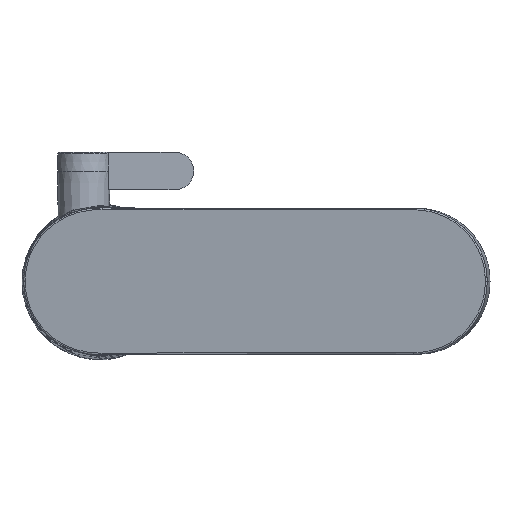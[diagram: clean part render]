
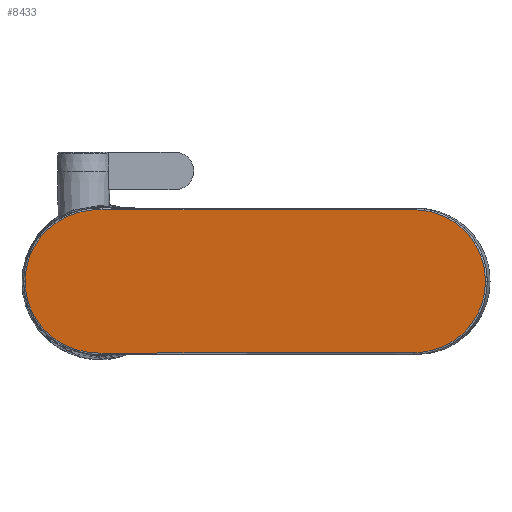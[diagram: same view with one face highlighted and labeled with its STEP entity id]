
A CAD part, top view. The second image highlights one B-rep face of the part: STEP entity #8433.
In plain terms, the highlighted planar face has unit normal (-0.122, 0, 0.993).
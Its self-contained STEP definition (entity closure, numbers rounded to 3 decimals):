
#151=(
BOUNDED_CURVE()
B_SPLINE_CURVE(3,(#17059,#17060,#17061,#17062,#17063,#17064,#17065,#17066,
#17067,#17068),.UNSPECIFIED.,.F.,.F.)
B_SPLINE_CURVE_WITH_KNOTS((4,2,2,2,4),(0.,0.25,0.5,0.75,1.),
 .UNSPECIFIED.)
CURVE()
GEOMETRIC_REPRESENTATION_ITEM()
RATIONAL_B_SPLINE_CURVE((1.,1.,1.,1.,1.,1.,1.,1.,1.,1.))
REPRESENTATION_ITEM('')
);
#152=(
BOUNDED_CURVE()
B_SPLINE_CURVE(3,(#17071,#17072,#17073,#17074,#17075,#17076,#17077,#17078,
#17079,#17080),.UNSPECIFIED.,.F.,.F.)
B_SPLINE_CURVE_WITH_KNOTS((4,2,2,2,4),(0.,0.25,0.5,0.75,1.),
 .UNSPECIFIED.)
CURVE()
GEOMETRIC_REPRESENTATION_ITEM()
RATIONAL_B_SPLINE_CURVE((1.,1.,1.,1.,1.,1.,1.,1.,1.,1.))
REPRESENTATION_ITEM('')
);
#153=(
BOUNDED_CURVE()
B_SPLINE_CURVE(3,(#17082,#17083,#17084,#17085,#17086,#17087,#17088,#17089,
#17090,#17091),.UNSPECIFIED.,.F.,.F.)
B_SPLINE_CURVE_WITH_KNOTS((4,3,3,4),(0.,0.401,0.803,
1.),.PIECEWISE_BEZIER_KNOTS.)
CURVE()
GEOMETRIC_REPRESENTATION_ITEM()
RATIONAL_B_SPLINE_CURVE((1.,1.,1.,1.,1.,1.,1.,1.,1.,1.))
REPRESENTATION_ITEM('')
);
#154=(
BOUNDED_CURVE()
B_SPLINE_CURVE(3,(#17095,#17096,#17097,#17098,#17099,#17100,#17101,#17102,
#17103,#17104),.UNSPECIFIED.,.F.,.F.)
B_SPLINE_CURVE_WITH_KNOTS((4,2,2,2,4),(0.,0.25,0.5,0.75,1.),
 .UNSPECIFIED.)
CURVE()
GEOMETRIC_REPRESENTATION_ITEM()
RATIONAL_B_SPLINE_CURVE((1.,1.,1.,1.,1.,1.,1.,1.,1.,1.))
REPRESENTATION_ITEM('')
);
#155=(
BOUNDED_CURVE()
B_SPLINE_CURVE(3,(#17110,#17111,#17112,#17113,#17114,#17115,#17116,#17117,
#17118,#17119),.UNSPECIFIED.,.F.,.F.)
B_SPLINE_CURVE_WITH_KNOTS((4,2,2,2,4),(0.,0.25,0.5,0.75,1.),
 .UNSPECIFIED.)
CURVE()
GEOMETRIC_REPRESENTATION_ITEM()
RATIONAL_B_SPLINE_CURVE((1.,1.,1.,1.,1.,1.,1.,1.,1.,1.))
REPRESENTATION_ITEM('')
);
#156=(
BOUNDED_CURVE()
B_SPLINE_CURVE(3,(#17123,#17124,#17125,#17126,#17127,#17128,#17129,#17130,
#17131,#17132),.UNSPECIFIED.,.F.,.F.)
B_SPLINE_CURVE_WITH_KNOTS((4,3,3,4),(0.,0.401,0.803,
1.),.PIECEWISE_BEZIER_KNOTS.)
CURVE()
GEOMETRIC_REPRESENTATION_ITEM()
RATIONAL_B_SPLINE_CURVE((1.,1.,1.,1.,1.,1.,1.,1.,1.,1.))
REPRESENTATION_ITEM('')
);
#450=PLANE('',#9542);
#1468=LINE('',#17106,#2169);
#1469=LINE('',#17108,#2170);
#2169=VECTOR('',#11389,1000.);
#2170=VECTOR('',#11390,1000.);
#4366=ORIENTED_EDGE('',*,*,#5738,.F.);
#4367=ORIENTED_EDGE('',*,*,#5739,.T.);
#4368=ORIENTED_EDGE('',*,*,#5740,.T.);
#4369=ORIENTED_EDGE('',*,*,#5741,.T.);
#4370=ORIENTED_EDGE('',*,*,#5742,.T.);
#4371=ORIENTED_EDGE('',*,*,#5743,.T.);
#4372=ORIENTED_EDGE('',*,*,#5744,.F.);
#4373=ORIENTED_EDGE('',*,*,#5745,.F.);
#4374=ORIENTED_EDGE('',*,*,#5746,.F.);
#4375=ORIENTED_EDGE('',*,*,#5747,.F.);
#5738=EDGE_CURVE('',#6589,#6590,#151,.T.);
#5739=EDGE_CURVE('',#6589,#6591,#152,.T.);
#5740=EDGE_CURVE('',#6591,#6592,#153,.T.);
#5741=EDGE_CURVE('',#6592,#6593,#6839,.T.);
#5742=EDGE_CURVE('',#6593,#6594,#154,.T.);
#5743=EDGE_CURVE('',#6594,#6595,#1468,.T.);
#5744=EDGE_CURVE('',#6596,#6595,#1469,.T.);
#5745=EDGE_CURVE('',#6597,#6596,#155,.T.);
#5746=EDGE_CURVE('',#6598,#6597,#6840,.T.);
#5747=EDGE_CURVE('',#6590,#6598,#156,.T.);
#6589=VERTEX_POINT('',#17069);
#6590=VERTEX_POINT('',#17070);
#6591=VERTEX_POINT('',#17081);
#6592=VERTEX_POINT('',#17092);
#6593=VERTEX_POINT('',#17094);
#6594=VERTEX_POINT('',#17105);
#6595=VERTEX_POINT('',#17107);
#6596=VERTEX_POINT('',#17109);
#6597=VERTEX_POINT('',#17120);
#6598=VERTEX_POINT('',#17122);
#6839=CIRCLE('',#9543,102.893);
#6840=CIRCLE('',#9544,102.893);
#7311=EDGE_LOOP('',(#4366,#4367,#4368,#4369,#4370,#4371,#4372,#4373,#4374,
#4375));
#7834=FACE_BOUND('',#7311,.T.);
#8433=ADVANCED_FACE('',(#7834),#450,.T.);
#9542=AXIS2_PLACEMENT_3D('',#17058,#11385,#11386);
#9543=AXIS2_PLACEMENT_3D('',#17093,#11387,#11388);
#9544=AXIS2_PLACEMENT_3D('',#17121,#11391,#11392);
#11385=DIRECTION('',(-0.122,0.,0.993));
#11386=DIRECTION('',(0.,1.,0.));
#11387=DIRECTION('',(0.122,0.,-0.993));
#11388=DIRECTION('',(-0.001,-1.,0.));
#11389=DIRECTION('',(-0.006,-1.,-0.001));
#11390=DIRECTION('',(-0.006,1.,-0.001));
#11391=DIRECTION('',(-0.122,0.,0.993));
#11392=DIRECTION('',(-0.001,1.,0.));
#17058=CARTESIAN_POINT('',(0.958,0.,117.198));
#17059=CARTESIAN_POINT('',(118.436,0.,131.623));
#17060=CARTESIAN_POINT('',(118.436,-2.929,131.623));
#17061=CARTESIAN_POINT('',(117.861,-5.842,131.552));
#17062=CARTESIAN_POINT('',(115.627,-11.159,131.278));
#17063=CARTESIAN_POINT('',(113.964,-13.614,131.073));
#17064=CARTESIAN_POINT('',(109.854,-17.661,130.569));
#17065=CARTESIAN_POINT('',(107.397,-19.27,130.267));
#17066=CARTESIAN_POINT('',(102.04,-21.44,129.609));
#17067=CARTESIAN_POINT('',(99.18,-21.938,129.258));
#17068=CARTESIAN_POINT('',(96.28,-21.942,128.902));
#17069=CARTESIAN_POINT('',(118.43,0.,131.622));
#17070=CARTESIAN_POINT('',(96.28,-21.942,128.902));
#17071=CARTESIAN_POINT('',(118.436,0.,131.623));
#17072=CARTESIAN_POINT('',(118.436,2.929,131.623));
#17073=CARTESIAN_POINT('',(117.861,5.842,131.552));
#17074=CARTESIAN_POINT('',(115.627,11.159,131.278));
#17075=CARTESIAN_POINT('',(113.964,13.614,131.073));
#17076=CARTESIAN_POINT('',(109.854,17.661,130.569));
#17077=CARTESIAN_POINT('',(107.397,19.27,130.267));
#17078=CARTESIAN_POINT('',(102.04,21.44,129.609));
#17079=CARTESIAN_POINT('',(99.18,21.938,129.258));
#17080=CARTESIAN_POINT('',(96.28,21.942,128.902));
#17081=CARTESIAN_POINT('',(96.28,21.942,128.902));
#17082=CARTESIAN_POINT('',(96.28,21.942,128.902));
#17083=CARTESIAN_POINT('',(83.888,21.957,127.38));
#17084=CARTESIAN_POINT('',(71.495,21.972,125.859));
#17085=CARTESIAN_POINT('',(59.102,21.984,124.337));
#17086=CARTESIAN_POINT('',(46.71,21.997,122.816));
#17087=CARTESIAN_POINT('',(34.317,22.007,121.294));
#17088=CARTESIAN_POINT('',(21.924,22.018,119.772));
#17089=CARTESIAN_POINT('',(15.829,22.023,119.024));
#17090=CARTESIAN_POINT('',(9.734,22.028,118.275));
#17091=CARTESIAN_POINT('',(3.639,22.034,117.527));
#17092=CARTESIAN_POINT('',(3.639,22.034,117.527));
#17093=CARTESIAN_POINT('',(3.739,124.927,117.539));
#17094=CARTESIAN_POINT('',(0.623,22.082,117.157));
#17095=CARTESIAN_POINT('',(0.623,22.082,117.157));
#17096=CARTESIAN_POINT('',(-2.402,22.175,116.785));
#17097=CARTESIAN_POINT('',(-5.404,21.679,116.417));
#17098=CARTESIAN_POINT('',(-11.056,19.659,115.723));
#17099=CARTESIAN_POINT('',(-13.721,18.117,115.396));
#17100=CARTESIAN_POINT('',(-18.161,14.102,114.85));
#17101=CARTESIAN_POINT('',(-19.954,11.58,114.63));
#17102=CARTESIAN_POINT('',(-22.376,6.055,114.333));
#17103=CARTESIAN_POINT('',(-23.025,3.057,114.253));
#17104=CARTESIAN_POINT('',(-23.008,0.004,114.255));
#17105=CARTESIAN_POINT('',(-23.008,0.004,114.255));
#17106=CARTESIAN_POINT('',(-23.008,0.002,114.255));
#17107=CARTESIAN_POINT('',(-23.008,0.,114.255));
#17108=CARTESIAN_POINT('',(-23.008,-0.002,114.255));
#17109=CARTESIAN_POINT('',(-23.008,-0.004,114.255));
#17110=CARTESIAN_POINT('',(0.623,-22.082,117.157));
#17111=CARTESIAN_POINT('',(-2.402,-22.175,116.785));
#17112=CARTESIAN_POINT('',(-5.404,-21.679,116.417));
#17113=CARTESIAN_POINT('',(-11.056,-19.659,115.723));
#17114=CARTESIAN_POINT('',(-13.721,-18.117,115.396));
#17115=CARTESIAN_POINT('',(-18.161,-14.102,114.85));
#17116=CARTESIAN_POINT('',(-19.954,-11.58,114.63));
#17117=CARTESIAN_POINT('',(-22.376,-6.055,114.333));
#17118=CARTESIAN_POINT('',(-23.025,-3.057,114.253));
#17119=CARTESIAN_POINT('',(-23.008,-0.004,114.255));
#17120=CARTESIAN_POINT('',(0.623,-22.082,117.157));
#17121=CARTESIAN_POINT('',(3.739,-124.927,117.539));
#17122=CARTESIAN_POINT('',(3.639,-22.034,117.527));
#17123=CARTESIAN_POINT('',(96.28,-21.942,128.902));
#17124=CARTESIAN_POINT('',(83.888,-21.957,127.38));
#17125=CARTESIAN_POINT('',(71.495,-21.972,125.859));
#17126=CARTESIAN_POINT('',(59.102,-21.984,124.337));
#17127=CARTESIAN_POINT('',(46.71,-21.997,122.816));
#17128=CARTESIAN_POINT('',(34.317,-22.007,121.294));
#17129=CARTESIAN_POINT('',(21.924,-22.018,119.772));
#17130=CARTESIAN_POINT('',(15.829,-22.023,119.024));
#17131=CARTESIAN_POINT('',(9.734,-22.028,118.275));
#17132=CARTESIAN_POINT('',(3.639,-22.034,117.527));
